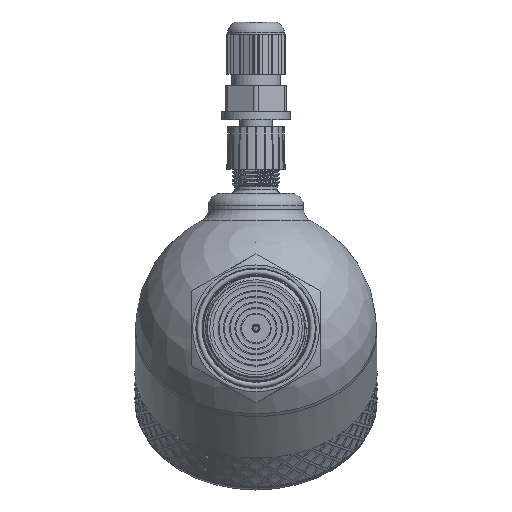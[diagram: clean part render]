
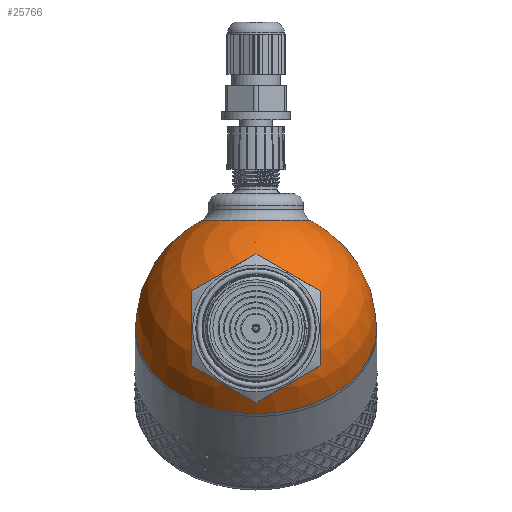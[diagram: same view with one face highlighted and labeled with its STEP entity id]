
A CAD part, left-side view. The second image highlights one B-rep face of the part: STEP entity #25766.
In plain terms, the highlighted spherical face has radius 30 mm.
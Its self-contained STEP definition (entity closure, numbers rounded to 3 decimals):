
#164=SPHERICAL_SURFACE('',#27255,30.);
#230=CIRCLE('',#27252,15.643);
#233=CIRCLE('',#27256,30.);
#234=CIRCLE('',#27257,30.);
#235=CIRCLE('',#27258,30.);
#236=CIRCLE('',#27259,13.5);
#1120=FACE_BOUND('',#5861,.T.);
#1121=FACE_BOUND('',#5862,.T.);
#4186=FACE_OUTER_BOUND('',#5860,.T.);
#5860=EDGE_LOOP('',(#18590,#18591,#18592,#18593));
#5861=EDGE_LOOP('',(#18594));
#5862=EDGE_LOOP('',(#18595));
#10679=VERTEX_POINT('',#40027);
#10681=VERTEX_POINT('',#40033);
#10682=VERTEX_POINT('',#40034);
#10683=VERTEX_POINT('',#40036);
#10684=VERTEX_POINT('',#40039);
#13674=EDGE_CURVE('',#10679,#10679,#230,.T.);
#13677=EDGE_CURVE('',#10681,#10682,#233,.T.);
#13678=EDGE_CURVE('',#10681,#10683,#234,.T.);
#13679=EDGE_CURVE('',#10682,#10681,#235,.T.);
#13680=EDGE_CURVE('',#10684,#10684,#236,.T.);
#18590=ORIENTED_EDGE('',*,*,#13677,.F.);
#18591=ORIENTED_EDGE('',*,*,#13678,.T.);
#18592=ORIENTED_EDGE('',*,*,#13678,.F.);
#18593=ORIENTED_EDGE('',*,*,#13679,.F.);
#18594=ORIENTED_EDGE('',*,*,#13674,.F.);
#18595=ORIENTED_EDGE('',*,*,#13680,.F.);
#25766=ADVANCED_FACE('',(#4186,#1120,#1121),#164,.T.);
#27252=AXIS2_PLACEMENT_3D('',#40028,#28919,#28920);
#27255=AXIS2_PLACEMENT_3D('',#40032,#28925,#28926);
#27256=AXIS2_PLACEMENT_3D('',#40035,#28927,#28928);
#27257=AXIS2_PLACEMENT_3D('',#40037,#28929,#28930);
#27258=AXIS2_PLACEMENT_3D('',#40038,#28931,#28932);
#27259=AXIS2_PLACEMENT_3D('',#40040,#28933,#28934);
#28919=DIRECTION('center_axis',(-0.707,0.,0.707));
#28920=DIRECTION('ref_axis',(0.707,0.,0.707));
#28925=DIRECTION('center_axis',(1.,0.,0.));
#28926=DIRECTION('ref_axis',(0.,-1.,0.));
#28927=DIRECTION('center_axis',(1.,0.,0.));
#28928=DIRECTION('ref_axis',(0.,1.,0.));
#28929=DIRECTION('center_axis',(0.,0.,1.));
#28930=DIRECTION('ref_axis',(0.,1.,0.));
#28931=DIRECTION('center_axis',(1.,0.,0.));
#28932=DIRECTION('ref_axis',(0.,1.,0.));
#28933=DIRECTION('center_axis',(-0.707,0.,-0.707));
#28934=DIRECTION('ref_axis',(-0.707,0.,0.707));
#40027=CARTESIAN_POINT('',(-29.162,0.,7.04));
#40028=CARTESIAN_POINT('Origin',(-18.101,0.,18.101));
#40032=CARTESIAN_POINT('Origin',(0.,0.,0.));
#40033=CARTESIAN_POINT('',(0.,30.,0.));
#40034=CARTESIAN_POINT('',(0.,-30.,0.));
#40035=CARTESIAN_POINT('Origin',(0.,0.,0.));
#40036=CARTESIAN_POINT('',(-30.,0.,0.));
#40037=CARTESIAN_POINT('Origin',(0.,0.,0.));
#40038=CARTESIAN_POINT('Origin',(0.,0.,0.));
#40039=CARTESIAN_POINT('',(-9.398,0.,-28.49));
#40040=CARTESIAN_POINT('Origin',(-18.944,0.,-18.944));
